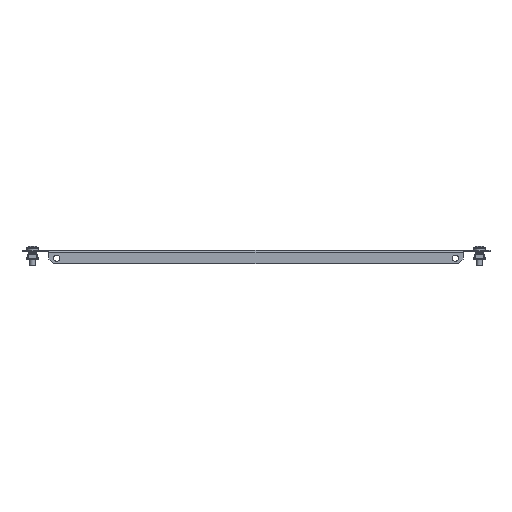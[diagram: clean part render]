
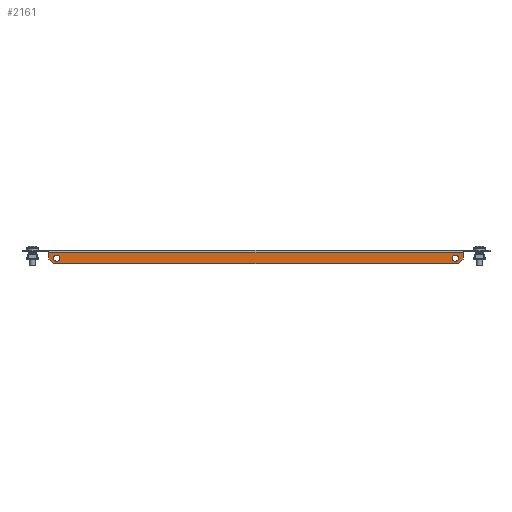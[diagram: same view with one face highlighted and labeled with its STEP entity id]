
A CAD part, front view. The second image highlights one B-rep face of the part: STEP entity #2161.
In plain terms, the highlighted planar face has unit normal (0, -1, 0).
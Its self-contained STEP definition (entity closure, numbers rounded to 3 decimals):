
#556 = DIRECTION ( 'NONE',  ( 0., 1., 0. ) ) ;
#591 = DIRECTION ( 'NONE',  ( 0.707, 0., 0.707 ) ) ;
#659 = LINE ( 'NONE', #3824, #2489 ) ;
#671 = CARTESIAN_POINT ( 'NONE',  ( 207., -149.5, -4.75 ) ) ;
#673 = FACE_OUTER_BOUND ( 'NONE', #7637, .T. ) ;
#956 = CARTESIAN_POINT ( 'NONE',  ( -207., -149.5, -4.75 ) ) ;
#1068 = VERTEX_POINT ( 'NONE', #2728 ) ;
#1075 = VERTEX_POINT ( 'NONE', #5861 ) ;
#1149 = DIRECTION ( 'NONE',  ( -1., 0., 0. ) ) ;
#1220 = DIRECTION ( 'NONE',  ( 0., 0., 1. ) ) ;
#1260 = VERTEX_POINT ( 'NONE', #671 ) ;
#1307 = CARTESIAN_POINT ( 'NONE',  ( -215., -149.5, 0. ) ) ;
#1338 = DIRECTION ( 'NONE',  ( 0., -1., 0. ) ) ;
#1379 = AXIS2_PLACEMENT_3D ( 'NONE', #1486, #2652, #5128 ) ;
#1412 = DIRECTION ( 'NONE',  ( 0., 0., 1. ) ) ;
#1464 = ORIENTED_EDGE ( 'NONE', *, *, #6588, .T. ) ;
#1465 = ORIENTED_EDGE ( 'NONE', *, *, #5350, .T. ) ;
#1486 = CARTESIAN_POINT ( 'NONE',  ( -207., -149.5, -8. ) ) ;
#1539 = VERTEX_POINT ( 'NONE', #2881 ) ;
#1592 = CARTESIAN_POINT ( 'NONE',  ( -210., -149.5, -14. ) ) ;
#1595 = CARTESIAN_POINT ( 'NONE',  ( -112., -149.5, -112. ) ) ;
#1616 = ORIENTED_EDGE ( 'NONE', *, *, #7847, .F. ) ;
#1762 = LINE ( 'NONE', #4265, #2345 ) ;
#1923 = EDGE_LOOP ( 'NONE', ( #7785, #7346 ) ) ;
#1956 = CARTESIAN_POINT ( 'NONE',  ( 0., -149.5, 0. ) ) ;
#2001 = LINE ( 'NONE', #4451, #7097 ) ;
#2137 = DIRECTION ( 'NONE',  ( 0.707, 0., -0.707 ) ) ;
#2161 = ADVANCED_FACE ( 'NONE', ( #5050, #7557, #673 ), #5665, .T. ) ;
#2339 = ORIENTED_EDGE ( 'NONE', *, *, #4358, .T. ) ;
#2345 = VECTOR ( 'NONE', #1149, 1000. ) ;
#2405 = VERTEX_POINT ( 'NONE', #4146 ) ;
#2489 = VECTOR ( 'NONE', #4429, 1000. ) ;
#2623 = CIRCLE ( 'NONE', #4043, 3.25 ) ;
#2652 = DIRECTION ( 'NONE',  ( 0., 1., 0. ) ) ;
#2695 = AXIS2_PLACEMENT_3D ( 'NONE', #6963, #4488, #1412 ) ;
#2728 = CARTESIAN_POINT ( 'NONE',  ( -215., -149.5, -9. ) ) ;
#2869 = VERTEX_POINT ( 'NONE', #1592 ) ;
#2881 = CARTESIAN_POINT ( 'NONE',  ( 210., -149.5, -14. ) ) ;
#3385 = VERTEX_POINT ( 'NONE', #5875 ) ;
#3387 = AXIS2_PLACEMENT_3D ( 'NONE', #6162, #556, #1220 ) ;
#3544 = EDGE_CURVE ( 'NONE', #4197, #5316, #6509, .T. ) ;
#3593 = EDGE_CURVE ( 'NONE', #2405, #1068, #6894, .T. ) ;
#3662 = VECTOR ( 'NONE', #591, 1000. ) ;
#3702 = ORIENTED_EDGE ( 'NONE', *, *, #4526, .T. ) ;
#3717 = CARTESIAN_POINT ( 'NONE',  ( 112., -149.5, -112. ) ) ;
#3807 = CARTESIAN_POINT ( 'NONE',  ( 215., -149.5, -2. ) ) ;
#3824 = CARTESIAN_POINT ( 'NONE',  ( 215., -149.5, 0. ) ) ;
#3912 = EDGE_CURVE ( 'NONE', #1260, #1075, #2623, .T. ) ;
#4043 = AXIS2_PLACEMENT_3D ( 'NONE', #7735, #4617, #7099 ) ;
#4146 = CARTESIAN_POINT ( 'NONE',  ( -215., -149.5, -2. ) ) ;
#4155 = AXIS2_PLACEMENT_3D ( 'NONE', #1956, #1338, #4599 ) ;
#4197 = VERTEX_POINT ( 'NONE', #956 ) ;
#4265 = CARTESIAN_POINT ( 'NONE',  ( 0., -149.5, -2. ) ) ;
#4358 = EDGE_CURVE ( 'NONE', #1539, #3385, #7385, .T. ) ;
#4396 = CIRCLE ( 'NONE', #1379, 3.25 ) ;
#4429 = DIRECTION ( 'NONE',  ( 0., 0., 1. ) ) ;
#4451 = CARTESIAN_POINT ( 'NONE',  ( 0., -149.5, -14. ) ) ;
#4488 = DIRECTION ( 'NONE',  ( 0., -1., 0. ) ) ;
#4526 = EDGE_CURVE ( 'NONE', #1068, #2869, #5747, .T. ) ;
#4599 = DIRECTION ( 'NONE',  ( 0., 0., 1. ) ) ;
#4617 = DIRECTION ( 'NONE',  ( 0., -1., 0. ) ) ;
#4904 = CIRCLE ( 'NONE', #2695, 3.25 ) ;
#5050 = FACE_BOUND ( 'NONE', #7532, .T. ) ;
#5128 = DIRECTION ( 'NONE',  ( 0., 0., 1. ) ) ;
#5205 = VECTOR ( 'NONE', #6245, 1000. ) ;
#5316 = VERTEX_POINT ( 'NONE', #7323 ) ;
#5350 = EDGE_CURVE ( 'NONE', #5758, #2405, #1762, .T. ) ;
#5392 = EDGE_CURVE ( 'NONE', #3385, #5758, #659, .T. ) ;
#5665 = PLANE ( 'NONE',  #4155 ) ;
#5747 = LINE ( 'NONE', #1595, #5999 ) ;
#5758 = VERTEX_POINT ( 'NONE', #3807 ) ;
#5861 = CARTESIAN_POINT ( 'NONE',  ( 207., -149.5, -11.25 ) ) ;
#5875 = CARTESIAN_POINT ( 'NONE',  ( 215., -149.5, -9. ) ) ;
#5999 = VECTOR ( 'NONE', #2137, 1000. ) ;
#6162 = CARTESIAN_POINT ( 'NONE',  ( -207., -149.5, -8. ) ) ;
#6245 = DIRECTION ( 'NONE',  ( 0., 0., -1. ) ) ;
#6509 = CIRCLE ( 'NONE', #3387, 3.25 ) ;
#6588 = EDGE_CURVE ( 'NONE', #2869, #1539, #2001, .T. ) ;
#6894 = LINE ( 'NONE', #1307, #5205 ) ;
#6963 = CARTESIAN_POINT ( 'NONE',  ( 207., -149.5, -8. ) ) ;
#7029 = ORIENTED_EDGE ( 'NONE', *, *, #5392, .T. ) ;
#7084 = DIRECTION ( 'NONE',  ( 1., 0., 0. ) ) ;
#7097 = VECTOR ( 'NONE', #7084, 1000. ) ;
#7099 = DIRECTION ( 'NONE',  ( 0., 0., 1. ) ) ;
#7323 = CARTESIAN_POINT ( 'NONE',  ( -207., -149.5, -11.25 ) ) ;
#7346 = ORIENTED_EDGE ( 'NONE', *, *, #7942, .T. ) ;
#7385 = LINE ( 'NONE', #3717, #3662 ) ;
#7532 = EDGE_LOOP ( 'NONE', ( #7922, #1616 ) ) ;
#7557 = FACE_BOUND ( 'NONE', #1923, .T. ) ;
#7637 = EDGE_LOOP ( 'NONE', ( #1464, #2339, #7029, #1465, #7926, #3702 ) ) ;
#7735 = CARTESIAN_POINT ( 'NONE',  ( 207., -149.5, -8. ) ) ;
#7785 = ORIENTED_EDGE ( 'NONE', *, *, #3544, .T. ) ;
#7847 = EDGE_CURVE ( 'NONE', #1075, #1260, #4904, .T. ) ;
#7922 = ORIENTED_EDGE ( 'NONE', *, *, #3912, .F. ) ;
#7926 = ORIENTED_EDGE ( 'NONE', *, *, #3593, .T. ) ;
#7942 = EDGE_CURVE ( 'NONE', #5316, #4197, #4396, .T. ) ;
